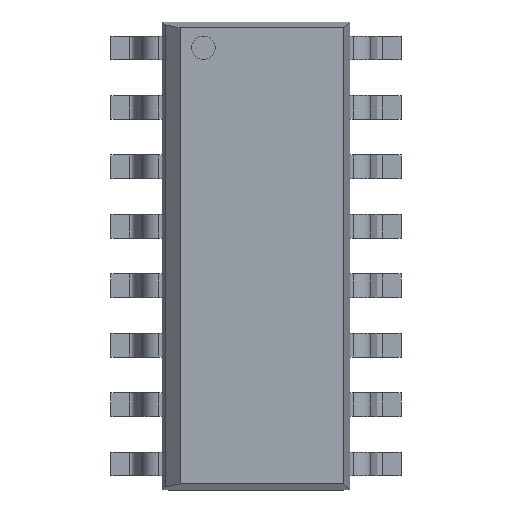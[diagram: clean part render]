
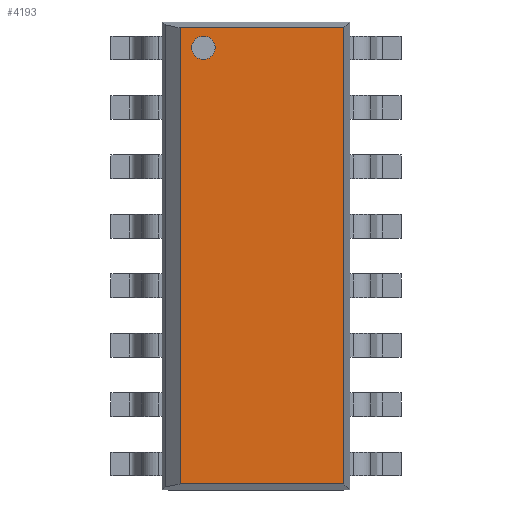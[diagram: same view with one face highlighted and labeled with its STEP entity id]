
A CAD part, top view. The second image highlights one B-rep face of the part: STEP entity #4193.
In plain terms, the highlighted planar face has unit normal (0, 0, 1).
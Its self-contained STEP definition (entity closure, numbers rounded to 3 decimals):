
#3801=CARTESIAN_POINT('',(-1.123,4.195,1.75));
#3802=VERTEX_POINT('',#3801);
#3818=CARTESIAN_POINT('',(-1.123,4.695,1.75));
#3819=VERTEX_POINT('',#3818);
#3826=CARTESIAN_POINT('',(-1.123,4.445,1.75));
#3827=DIRECTION('',(0.0,0.0,1.0));
#3828=DIRECTION('',(0.0,-1.0,0.0));
#3829=AXIS2_PLACEMENT_3D('',#3826,#3827,#3828);
#3830=CIRCLE('',#3829,0.25);
#3831=EDGE_CURVE('',#3802,#3819,#3830,.F.);
#3899=CARTESIAN_POINT('',(-1.623,4.873,1.75));
#3900=VERTEX_POINT('',#3899);
#3907=CARTESIAN_POINT('',(1.873,4.873,1.75));
#3908=VERTEX_POINT('',#3907);
#3909=CARTESIAN_POINT('',(1.873,4.873,1.75));
#3910=DIRECTION('',(-1.0,0.0,0.0));
#3911=VECTOR('',#3910,3.496);
#3912=LINE('',#3909,#3911);
#3913=EDGE_CURVE('',#3900,#3908,#3912,.F.);
#3937=CARTESIAN_POINT('',(-1.123,4.445,1.75));
#3938=DIRECTION('',(0.0,0.0,1.0));
#3939=DIRECTION('',(0.0,-1.0,0.0));
#3940=AXIS2_PLACEMENT_3D('',#3937,#3938,#3939);
#3941=CIRCLE('',#3940,0.25);
#3942=EDGE_CURVE('',#3819,#3802,#3941,.F.);
#4017=CARTESIAN_POINT('',(1.873,-4.873,1.75));
#4018=VERTEX_POINT('',#4017);
#4019=CARTESIAN_POINT('',(1.873,-4.873,1.75));
#4020=DIRECTION('',(0.0,1.0,0.0));
#4021=VECTOR('',#4020,9.746);
#4022=LINE('',#4019,#4021);
#4023=EDGE_CURVE('',#4018,#3908,#4022,.T.);
#4118=CARTESIAN_POINT('',(-1.623,-4.873,1.75));
#4119=VERTEX_POINT('',#4118);
#4120=CARTESIAN_POINT('',(-1.623,4.873,1.75));
#4121=DIRECTION('',(0.0,-1.0,0.0));
#4122=VECTOR('',#4121,9.746);
#4123=LINE('',#4120,#4122);
#4124=EDGE_CURVE('',#3900,#4119,#4123,.T.);
#4173=CARTESIAN_POINT('',(1.873,0.04,1.75));
#4174=DIRECTION('',(0.0,0.0,1.0));
#4175=DIRECTION('',(0.0,-1.0,0.0));
#4176=AXIS2_PLACEMENT_3D('',#4173,#4174,#4175);
#4177=PLANE('',#4176);
#4178=ORIENTED_EDGE('',*,*,#4023,.T.);
#4179=ORIENTED_EDGE('',*,*,#3913,.F.);
#4180=ORIENTED_EDGE('',*,*,#4124,.T.);
#4181=CARTESIAN_POINT('',(-1.623,-4.873,1.75));
#4182=DIRECTION('',(1.0,0.0,0.0));
#4183=VECTOR('',#4182,3.496);
#4184=LINE('',#4181,#4183);
#4185=EDGE_CURVE('',#4018,#4119,#4184,.F.);
#4186=ORIENTED_EDGE('',*,*,#4185,.F.);
#4187=EDGE_LOOP('',(#4178,#4179,#4180,#4186));
#4188=FACE_OUTER_BOUND('',#4187,.T.);
#4189=ORIENTED_EDGE('',*,*,#3942,.T.);
#4190=ORIENTED_EDGE('',*,*,#3831,.T.);
#4191=EDGE_LOOP('',(#4189,#4190));
#4192=FACE_BOUND('',#4191,.T.);
#4193=ADVANCED_FACE('',(#4188,#4192),#4177,.T.);
